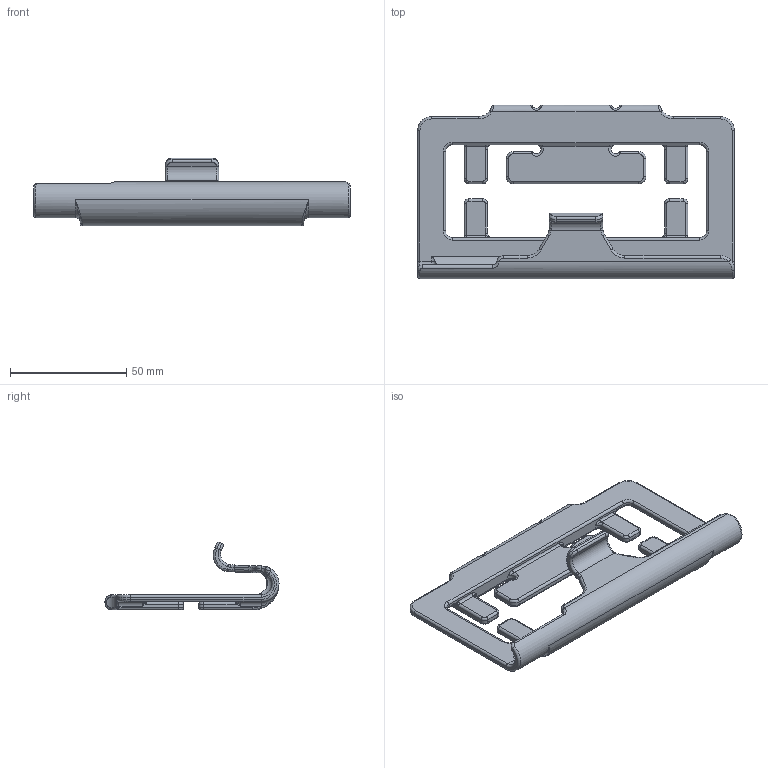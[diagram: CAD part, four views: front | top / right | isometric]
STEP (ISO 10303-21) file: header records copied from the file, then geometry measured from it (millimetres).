
FILE_DESCRIPTION(/* description */ (''),/* implementation_level */ '2;1');
FILE_NAME(/* name */ 'Guideline Curve 3.stp',/* time_stamp */ '2023-06-07T11:24:06-07:00',/* author */ (''),/* organization */ (''),/* preprocessor_version */ 'ST-DEVELOPER v18.101',/* originating_system */ 'SIEMENS PLM Software NX 2015',/* authorisation */ '');
FILE_SCHEMA (('AUTOMOTIVE_DESIGN { 1 0 10303 214 3 1 1 1 }'));
Length unit declared in the file: millimetre
Products named in the file (1): Guideline Curve 3
Bounding box: 136 x 74.7 x 29.16 mm (x, y, z)
Volume: 40536 mm3; surface area: 21621.7 mm2
Topology: 1 solids, 1 shells, 336 faces, 793 edges, 439 vertices
Faces by surface type: cylinder 142, bspline 70, torus 64, plane 53, sphere 7
Entity records: 11325 total; most frequent: CARTESIAN_POINT 3925, DIRECTION 1614, ORIENTED_EDGE 1548, EDGE_CURVE 774, AXIS2_PLACEMENT_3D 667, VERTEX_POINT 439, CIRCLE 376, EDGE_LOOP 337
